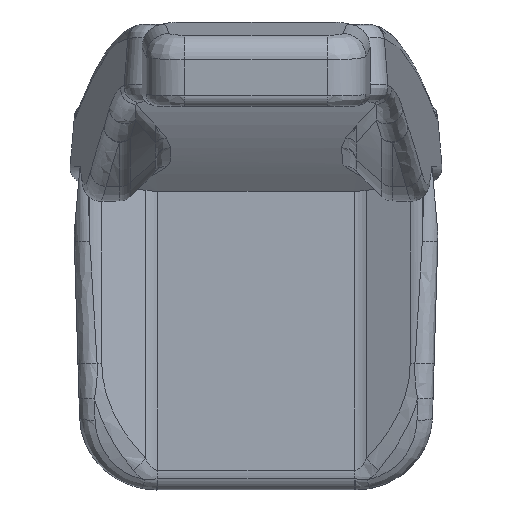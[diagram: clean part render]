
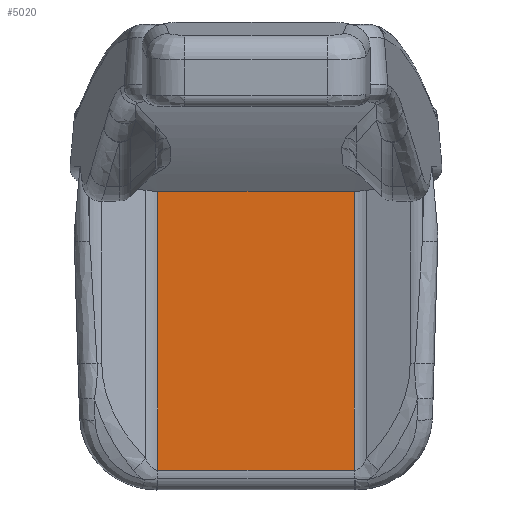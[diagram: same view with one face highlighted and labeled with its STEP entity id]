
A CAD part, top view. The second image highlights one B-rep face of the part: STEP entity #5020.
In plain terms, the highlighted planar face has unit normal (0, 0, 1).
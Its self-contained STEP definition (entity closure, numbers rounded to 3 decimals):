
#4470=CARTESIAN_POINT('',(-126.862,-121.024,129.61));
#4471=VERTEX_POINT('',#4470);
#4506=CARTESIAN_POINT('',(126.862,-121.024,129.61));
#4507=VERTEX_POINT('',#4506);
#4515=CARTESIAN_POINT('',(126.862,-121.024,129.61));
#4516=DIRECTION('',(-1.0,0.0,0.0));
#4517=VECTOR('',#4516,253.724);
#4518=LINE('',#4515,#4517);
#4519=EDGE_CURVE('',#4507,#4471,#4518,.T.);
#4735=CARTESIAN_POINT('',(126.862,239.343,129.61));
#4736=VERTEX_POINT('',#4735);
#4750=CARTESIAN_POINT('',(126.862,239.343,129.61));
#4751=DIRECTION('',(0.0,-1.0,0.0));
#4752=VECTOR('',#4751,360.368);
#4753=LINE('',#4750,#4752);
#4754=EDGE_CURVE('',#4736,#4507,#4753,.T.);
#4773=CARTESIAN_POINT('',(-126.862,239.343,129.61));
#4774=VERTEX_POINT('',#4773);
#4793=CARTESIAN_POINT('',(-126.862,-121.024,129.61));
#4794=DIRECTION('',(0.0,1.0,0.0));
#4795=VECTOR('',#4794,360.368);
#4796=LINE('',#4793,#4795);
#4797=EDGE_CURVE('',#4471,#4774,#4796,.T.);
#5004=CARTESIAN_POINT('',(-135.0,0.0,129.61));
#5005=DIRECTION('',(0.0,0.0,-1.0));
#5006=DIRECTION('',(-1.0,0.0,0.0));
#5007=AXIS2_PLACEMENT_3D('',#5004,#5005,#5006);
#5008=PLANE('',#5007);
#5009=ORIENTED_EDGE('',*,*,#4754,.F.);
#5010=CARTESIAN_POINT('',(-126.862,239.343,129.61));
#5011=DIRECTION('',(1.0,0.0,0.0));
#5012=VECTOR('',#5011,253.724);
#5013=LINE('',#5010,#5012);
#5014=EDGE_CURVE('',#4774,#4736,#5013,.T.);
#5015=ORIENTED_EDGE('',*,*,#5014,.F.);
#5016=ORIENTED_EDGE('',*,*,#4797,.F.);
#5017=ORIENTED_EDGE('',*,*,#4519,.F.);
#5018=EDGE_LOOP('',(#5009,#5015,#5016,#5017));
#5019=FACE_OUTER_BOUND('',#5018,.T.);
#5020=ADVANCED_FACE('',(#5019),#5008,.F.);
